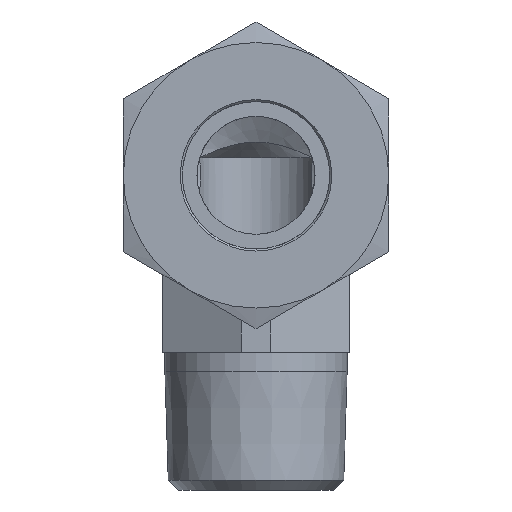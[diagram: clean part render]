
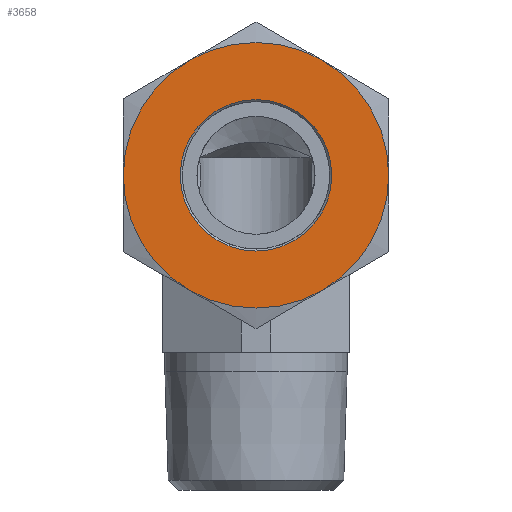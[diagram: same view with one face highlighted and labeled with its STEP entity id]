
A CAD part, front view. The second image highlights one B-rep face of the part: STEP entity #3658.
In plain terms, the highlighted face is planar.
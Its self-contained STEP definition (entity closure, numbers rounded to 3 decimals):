
#3562=CARTESIAN_POINT('',(7.7,0.,17.0));
#3563=VERTEX_POINT('',#3562);
#3564=CARTESIAN_POINT('',(0.0,0.0,17.0));
#3565=DIRECTION('',(0.0,0.0,1.0));
#3566=DIRECTION('',(-1.0,0.0,0.0));
#3567=AXIS2_PLACEMENT_3D('',#3564,#3565,#3566);
#3568=CIRCLE('',#3567,7.7);
#3569=EDGE_CURVE('',#3563,#3563,#3568,.T.);
#3594=CARTESIAN_POINT('',(0.,0.0,17.0));
#3595=DIRECTION('',(0.0,0.0,1.0));
#3596=DIRECTION('',(1.0,0.0,0.0));
#3597=AXIS2_PLACEMENT_3D('',#3594,#3595,#3596);
#3598=PLANE('',#3597);
#3599=CARTESIAN_POINT('',(-6.75,-11.691,17.0));
#3600=VERTEX_POINT('',#3599);
#3601=CARTESIAN_POINT('',(6.75,-11.691,17.0));
#3602=VERTEX_POINT('',#3601);
#3603=CARTESIAN_POINT('',(0.0,0.0,17.0));
#3604=DIRECTION('',(0.0,0.0,1.0));
#3605=DIRECTION('',(-0.5,-0.866,0.0));
#3606=AXIS2_PLACEMENT_3D('',#3603,#3604,#3605);
#3607=CIRCLE('',#3606,13.5);
#3608=EDGE_CURVE('',#3600,#3602,#3607,.T.);
#3609=ORIENTED_EDGE('',*,*,#3608,.T.);
#3610=CARTESIAN_POINT('',(13.5,0.,17.0));
#3611=VERTEX_POINT('',#3610);
#3612=CARTESIAN_POINT('',(0.0,0.0,17.0));
#3613=DIRECTION('',(0.0,0.0,1.0));
#3614=DIRECTION('',(-0.5,-0.866,0.0));
#3615=AXIS2_PLACEMENT_3D('',#3612,#3613,#3614);
#3616=CIRCLE('',#3615,13.5);
#3617=EDGE_CURVE('',#3602,#3611,#3616,.T.);
#3618=ORIENTED_EDGE('',*,*,#3617,.T.);
#3619=CARTESIAN_POINT('',(6.75,11.691,17.0));
#3620=VERTEX_POINT('',#3619);
#3621=CARTESIAN_POINT('',(0.0,0.0,17.0));
#3622=DIRECTION('',(0.0,0.0,1.0));
#3623=DIRECTION('',(-0.5,-0.866,0.0));
#3624=AXIS2_PLACEMENT_3D('',#3621,#3622,#3623);
#3625=CIRCLE('',#3624,13.5);
#3626=EDGE_CURVE('',#3611,#3620,#3625,.T.);
#3627=ORIENTED_EDGE('',*,*,#3626,.T.);
#3628=CARTESIAN_POINT('',(-6.75,11.691,17.0));
#3629=VERTEX_POINT('',#3628);
#3630=CARTESIAN_POINT('',(0.0,0.0,17.0));
#3631=DIRECTION('',(0.0,0.0,1.0));
#3632=DIRECTION('',(-0.5,-0.866,0.0));
#3633=AXIS2_PLACEMENT_3D('',#3630,#3631,#3632);
#3634=CIRCLE('',#3633,13.5);
#3635=EDGE_CURVE('',#3620,#3629,#3634,.T.);
#3636=ORIENTED_EDGE('',*,*,#3635,.T.);
#3637=CARTESIAN_POINT('',(-13.5,0.0,17.0));
#3638=VERTEX_POINT('',#3637);
#3639=CARTESIAN_POINT('',(0.0,0.0,17.0));
#3640=DIRECTION('',(0.0,0.0,1.0));
#3641=DIRECTION('',(-0.5,-0.866,0.0));
#3642=AXIS2_PLACEMENT_3D('',#3639,#3640,#3641);
#3643=CIRCLE('',#3642,13.5);
#3644=EDGE_CURVE('',#3629,#3638,#3643,.T.);
#3645=ORIENTED_EDGE('',*,*,#3644,.T.);
#3646=CARTESIAN_POINT('',(0.0,0.0,17.0));
#3647=DIRECTION('',(0.0,0.0,1.0));
#3648=DIRECTION('',(-0.5,-0.866,0.0));
#3649=AXIS2_PLACEMENT_3D('',#3646,#3647,#3648);
#3650=CIRCLE('',#3649,13.5);
#3651=EDGE_CURVE('',#3638,#3600,#3650,.T.);
#3652=ORIENTED_EDGE('',*,*,#3651,.T.);
#3653=EDGE_LOOP('',(#3609,#3618,#3627,#3636,#3645,#3652));
#3654=FACE_OUTER_BOUND('',#3653,.T.);
#3655=ORIENTED_EDGE('',*,*,#3569,.F.);
#3656=EDGE_LOOP('',(#3655));
#3657=FACE_BOUND('',#3656,.T.);
#3658=ADVANCED_FACE('',(#3654,#3657),#3598,.T.);
